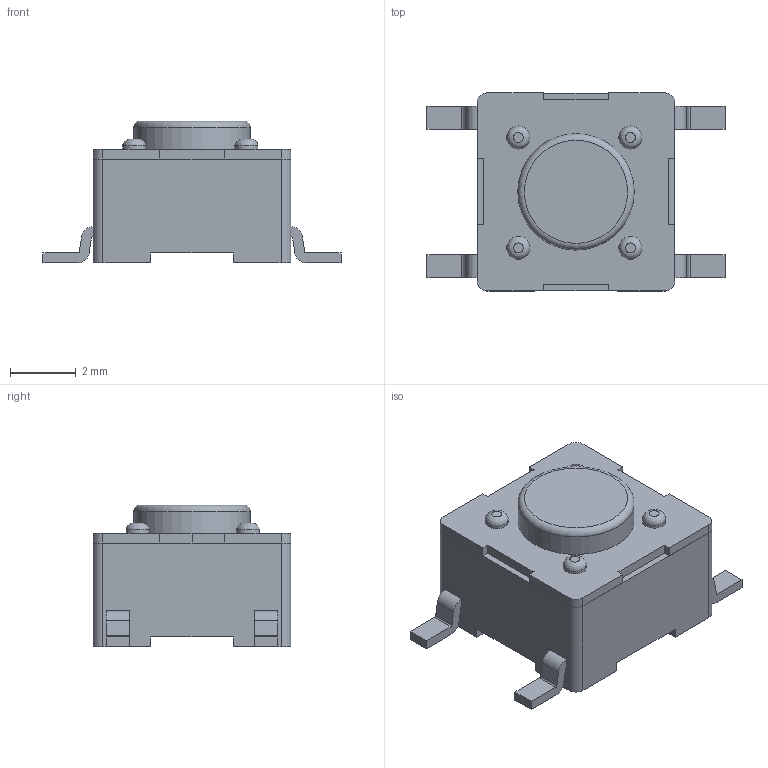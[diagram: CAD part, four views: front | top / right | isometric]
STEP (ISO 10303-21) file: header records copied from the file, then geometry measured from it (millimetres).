
FILE_DESCRIPTION(('FreeCAD Model'),'2;1');
FILE_NAME('Open CASCADE Shape Model','2023-10-17T09:25:51',(''),(''), 'Open CASCADE STEP processor 7.6','FreeCAD','Unknown');
FILE_SCHEMA(('AUTOMOTIVE_DESIGN { 1 0 10303 214 1 1 1 1 }'));
Length unit declared in the file: millimetre
Products named in the file (12): Unnamed; Button; Body001; Body; Nub; Nub001; Nub002; Nub003; Leg; Leg001; Leg002; Leg003
Assembly tree (11 placements, depth 2):
  Unnamed
    Button
    Body001
    Body
    Nub
    Nub001
    Nub002
    Nub003
    Leg
    Leg001
    Leg002
    Leg003
Bounding box: 9.04 x 6 x 4.3 mm (x, y, z)
Volume: 126.7 mm3; surface area: 274.5 mm2
Topology: 11 solids, 11 shells, 118 faces, 283 edges, 187 vertices
Faces by surface type: plane 84, cylinder 29, revolution 4, torus 1
Full cylindrical faces by diameter (mm): 0.7 x4, 3.53 x1
Entity records: 3745 total; most frequent: CARTESIAN_POINT 628, DIRECTION 607, ORIENTED_EDGE 566, EDGE_CURVE 283, LINE 215, VECTOR 215, AXIS2_PLACEMENT_3D 194, VERTEX_POINT 187
